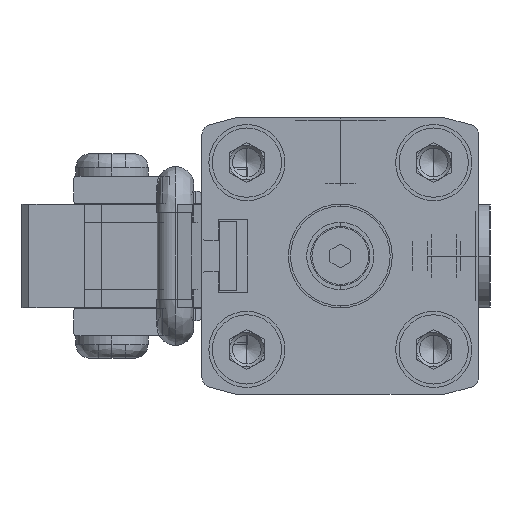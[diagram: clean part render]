
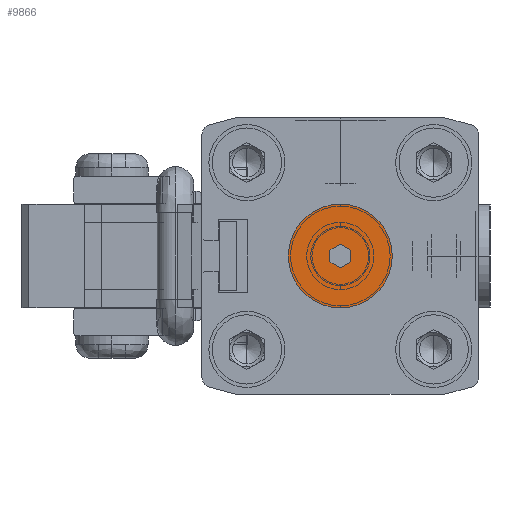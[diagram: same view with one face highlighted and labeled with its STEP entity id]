
A CAD part, left-side view. The second image highlights one B-rep face of the part: STEP entity #9866.
In plain terms, the highlighted planar face has unit normal (-1, 0, 0).
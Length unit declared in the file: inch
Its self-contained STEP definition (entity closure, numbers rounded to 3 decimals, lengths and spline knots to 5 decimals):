
#456 = DIRECTION ( 'NONE',  ( 0., 0., 1. ) ) ;
#492 = ORIENTED_EDGE ( 'NONE', *, *, #14419, .T. ) ;
#1242 = DIRECTION ( 'NONE',  ( 0., 0.866, -0.5 ) ) ;
#1245 = CARTESIAN_POINT ( 'NONE',  ( -43.37134, -0.01969, -0.0341 ) ) ;
#2176 = PLANE ( 'NONE',  #6933 ) ;
#2735 = VECTOR ( 'NONE', #23842, 39.37008 ) ;
#3072 = CARTESIAN_POINT ( 'NONE',  ( -43.37134, -0.07874, -0.29528 ) ) ;
#3163 = DIRECTION ( 'NONE',  ( 0., 0., 1. ) ) ;
#3296 = LINE ( 'NONE', #13514, #2735 ) ;
#4033 = EDGE_CURVE ( 'NONE', #4337, #13710, #6726, .T. ) ;
#4273 = VERTEX_POINT ( 'NONE', #11139 ) ;
#4337 = VERTEX_POINT ( 'NONE', #26320 ) ;
#4388 = LINE ( 'NONE', #19550, #16433 ) ;
#6315 = CIRCLE ( 'NONE', #25709, 0.29528 ) ;
#6709 = CARTESIAN_POINT ( 'NONE',  ( -43.37134, 0.21654, -0.7874 ) ) ;
#6726 = LINE ( 'NONE', #16956, #18401 ) ;
#6933 = AXIS2_PLACEMENT_3D ( 'NONE', #6709, #15128, #23545 ) ;
#8062 = VECTOR ( 'NONE', #1242, 39.37008 ) ;
#8900 = VERTEX_POINT ( 'NONE', #9472 ) ;
#9076 = DIRECTION ( 'NONE',  ( 0., -0.866, -0.5 ) ) ;
#9472 = CARTESIAN_POINT ( 'NONE',  ( -43.37134, -0.07874, -0.06819 ) ) ;
#9675 = DIRECTION ( 'NONE',  ( 0., -0.866, 0.5 ) ) ;
#9866 = ADVANCED_FACE ( 'NONE', ( #10864, #17212 ), #2176, .F. ) ;
#10864 = FACE_OUTER_BOUND ( 'NONE', #15245, .T. ) ;
#11139 = CARTESIAN_POINT ( 'NONE',  ( -43.37134, -0.07874, 0.29528 ) ) ;
#11305 = CARTESIAN_POINT ( 'NONE',  ( -43.37134, -0.01969, -0.0341 ) ) ;
#11646 = ORIENTED_EDGE ( 'NONE', *, *, #24301, .F. ) ;
#11706 = CARTESIAN_POINT ( 'NONE',  ( -43.37134, -0.1378, -0.0341 ) ) ;
#11888 = ORIENTED_EDGE ( 'NONE', *, *, #26429, .F. ) ;
#13323 = VECTOR ( 'NONE', #9675, 39.37008 ) ;
#13514 = CARTESIAN_POINT ( 'NONE',  ( -43.37134, -0.07874, -0.06819 ) ) ;
#13564 = LINE ( 'NONE', #24690, #13323 ) ;
#13595 = CARTESIAN_POINT ( 'NONE',  ( -43.37134, -0.01969, 0.0341 ) ) ;
#13710 = VERTEX_POINT ( 'NONE', #22030 ) ;
#13770 = LINE ( 'NONE', #11706, #8062 ) ;
#14419 = EDGE_CURVE ( 'NONE', #8900, #18799, #3296, .T. ) ;
#14651 = VERTEX_POINT ( 'NONE', #17076 ) ;
#14807 = ORIENTED_EDGE ( 'NONE', *, *, #23735, .T. ) ;
#15094 = CARTESIAN_POINT ( 'NONE',  ( -43.37134, -0.07874, 0. ) ) ;
#15114 = VECTOR ( 'NONE', #3163, 39.37008 ) ;
#15128 = DIRECTION ( 'NONE',  ( 1., 0., 0. ) ) ;
#15245 = EDGE_LOOP ( 'NONE', ( #11888, #11646 ) ) ;
#15762 = CARTESIAN_POINT ( 'NONE',  ( -43.37134, -0.07874, 0. ) ) ;
#16433 = VECTOR ( 'NONE', #9076, 39.37008 ) ;
#16956 = CARTESIAN_POINT ( 'NONE',  ( -43.37134, -0.1378, 0.0341 ) ) ;
#17051 = DIRECTION ( 'NONE',  ( 1., 0., 0. ) ) ;
#17076 = CARTESIAN_POINT ( 'NONE',  ( -43.37134, -0.07874, 0.06819 ) ) ;
#17212 = FACE_BOUND ( 'NONE', #24454, .T. ) ;
#18267 = AXIS2_PLACEMENT_3D ( 'NONE', #15762, #21821, #456 ) ;
#18401 = VECTOR ( 'NONE', #27295, 39.37008 ) ;
#18799 = VERTEX_POINT ( 'NONE', #11305 ) ;
#19533 = VERTEX_POINT ( 'NONE', #3072 ) ;
#19550 = CARTESIAN_POINT ( 'NONE',  ( -43.37134, -0.07874, 0.06819 ) ) ;
#19850 = ORIENTED_EDGE ( 'NONE', *, *, #20073, .T. ) ;
#20073 = EDGE_CURVE ( 'NONE', #18799, #25706, #24146, .T. ) ;
#20808 = EDGE_CURVE ( 'NONE', #25706, #14651, #13564, .T. ) ;
#21000 = ORIENTED_EDGE ( 'NONE', *, *, #20808, .T. ) ;
#21708 = DIRECTION ( 'NONE',  ( 0., 0., 1. ) ) ;
#21821 = DIRECTION ( 'NONE',  ( 1., 0., 0. ) ) ;
#22030 = CARTESIAN_POINT ( 'NONE',  ( -43.37134, -0.1378, -0.0341 ) ) ;
#23099 = CIRCLE ( 'NONE', #18267, 0.29528 ) ;
#23154 = ORIENTED_EDGE ( 'NONE', *, *, #23872, .T. ) ;
#23545 = DIRECTION ( 'NONE',  ( 0., 0., 1. ) ) ;
#23735 = EDGE_CURVE ( 'NONE', #13710, #8900, #13770, .T. ) ;
#23842 = DIRECTION ( 'NONE',  ( 0., 0.866, 0.5 ) ) ;
#23872 = EDGE_CURVE ( 'NONE', #14651, #4337, #4388, .T. ) ;
#24146 = LINE ( 'NONE', #1245, #15114 ) ;
#24301 = EDGE_CURVE ( 'NONE', #4273, #19533, #6315, .T. ) ;
#24454 = EDGE_LOOP ( 'NONE', ( #21000, #23154, #24712, #14807, #492, #19850 ) ) ;
#24690 = CARTESIAN_POINT ( 'NONE',  ( -43.37134, -0.01969, 0.0341 ) ) ;
#24712 = ORIENTED_EDGE ( 'NONE', *, *, #4033, .T. ) ;
#25706 = VERTEX_POINT ( 'NONE', #13595 ) ;
#25709 = AXIS2_PLACEMENT_3D ( 'NONE', #15094, #17051, #21708 ) ;
#26320 = CARTESIAN_POINT ( 'NONE',  ( -43.37134, -0.1378, 0.0341 ) ) ;
#26429 = EDGE_CURVE ( 'NONE', #19533, #4273, #23099, .T. ) ;
#27295 = DIRECTION ( 'NONE',  ( 0., 0., -1. ) ) ;
